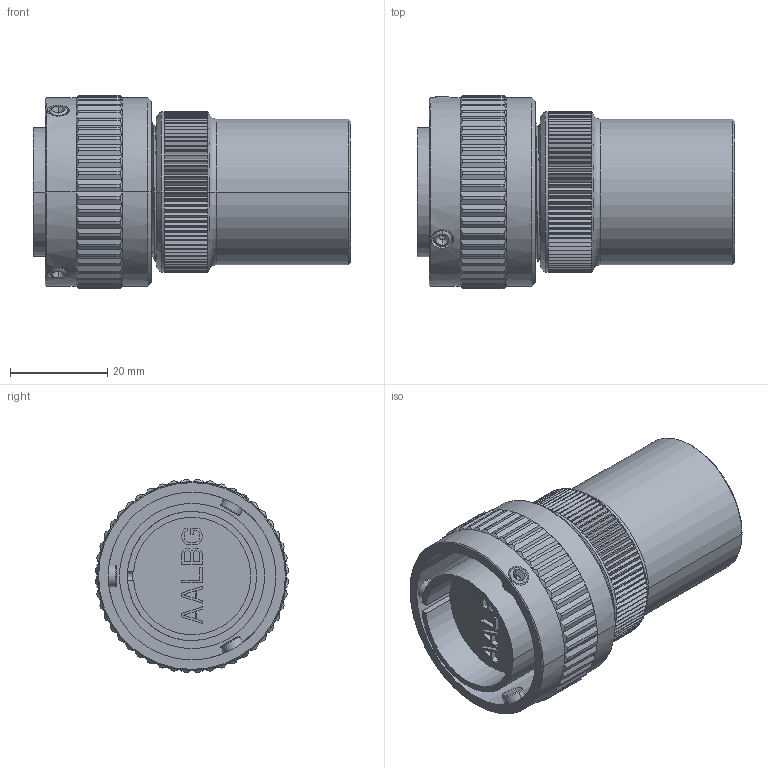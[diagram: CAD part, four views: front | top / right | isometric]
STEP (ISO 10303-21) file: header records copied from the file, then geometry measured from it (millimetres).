
FILE_DESCRIPTION((''),'2;1');
FILE_NAME('VG95234_3106-20_SW0001','2023-03-22T10:38:17',('paultorloting'),('NET AG system integration'),'CREO PARAMETRIC BY PTC INC, 2021404','CREO PARAMETRIC BY PTC INC, 2021404','');
FILE_SCHEMA(('AUTOMOTIVE_DESIGN { 1 0 10303 214 1 1 1 1 }'));
Length unit declared in the file: millimetre
Products named in the file (1): VG95234_3106-20_SW0001
Bounding box: 65.3 x 39.75 x 39.75 mm (x, y, z)
Volume: 45610.6 mm3; surface area: 15463.9 mm2
Topology: 1 solids, 1 shells, 966 faces, 2375 edges, 1437 vertices
Faces by surface type: plane 715, cone 140, cylinder 93, bspline 10, torus 8
Entity records: 38140 total; most frequent: CARTESIAN_POINT 10862, ORIENTED_EDGE 4738, DIRECTION 4434, EDGE_CURVE 2369, VECTOR 1541, LINE 1541, AXIS2_PLACEMENT_3D 1445, VERTEX_POINT 1437
